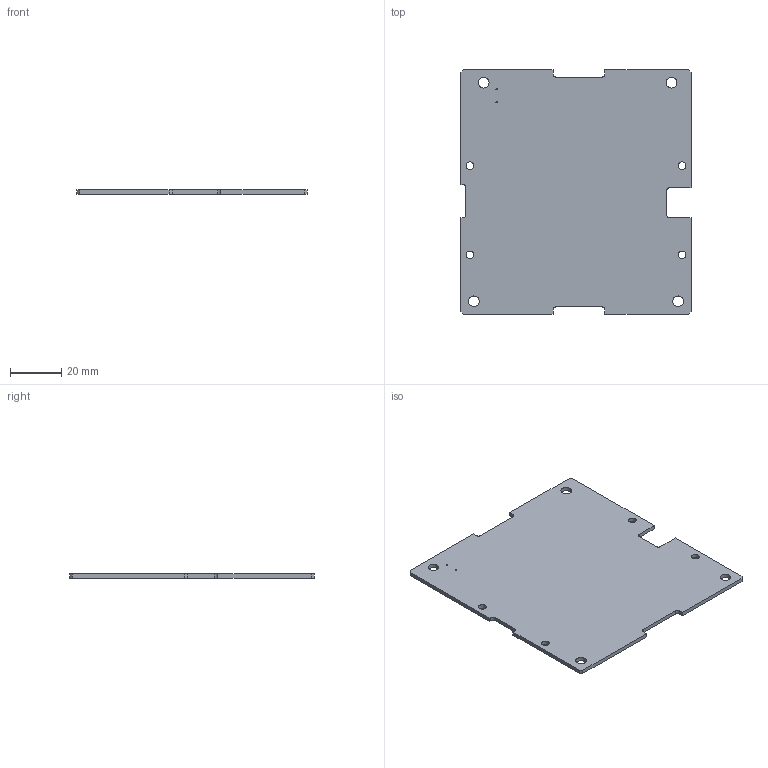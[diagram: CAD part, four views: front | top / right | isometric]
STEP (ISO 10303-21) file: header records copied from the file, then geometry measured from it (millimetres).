
FILE_DESCRIPTION(/* description */ (''),/* implementation_level */ '2;1');
FILE_NAME(/* name */ 'BatteryBd-PCB.stp',/* time_stamp */ '2016-06-21T21:05:57-04:00',/* author */ (''),/* organization */ (''),/* preprocessor_version */ 'ST-DEVELOPER v16',/* originating_system */ 'SIEMENS PLM Software NX 10.0',/* authorisation */ '');
FILE_SCHEMA (('AP203_CONFIGURATION_CONTROLLED_3D_DESIGN_OF_MECHANICAL_PARTS_AND_ASSEMBLIES_MIM_LF { 1 0 10303 403 2 1 2}'));
Length unit declared in the file: millimetre
Products named in the file (1): Hugh24DC98974qcp
Bounding box: 90.17 x 95.89 x 1.57 mm (x, y, z)
Volume: 13041 mm3; surface area: 17388 mm2
Topology: 1 solids, 1 shells, 48 faces, 144 edges, 98 vertices
Faces by surface type: plane 26, cylinder 22
Full cylindrical faces by diameter (mm): 0.5 x2, 3 x4
Entity records: 1688 total; most frequent: DIRECTION 274, CARTESIAN_POINT 273, ORIENTED_EDGE 264, EDGE_CURVE 132, AXIS2_PLACEMENT_3D 93, VERTEX_POINT 92, LINE 88, VECTOR 88
